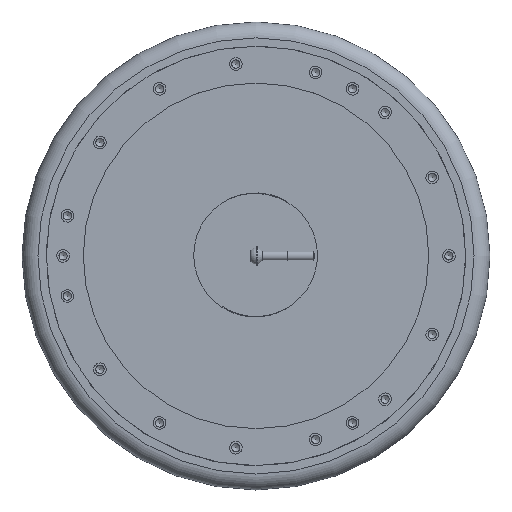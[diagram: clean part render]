
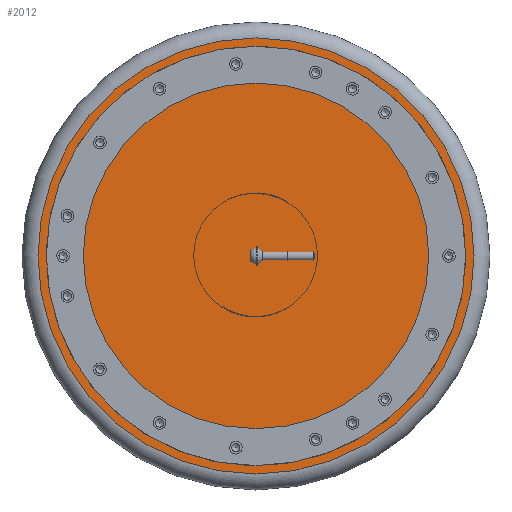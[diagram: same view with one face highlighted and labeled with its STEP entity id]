
A CAD part, top view. The second image highlights one B-rep face of the part: STEP entity #2012.
In plain terms, the highlighted planar face has unit normal (0, 0, 1).
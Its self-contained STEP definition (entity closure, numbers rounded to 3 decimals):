
#2012=ADVANCED_FACE('',(#8997,#8999,#9001,#9003),#9005,.T.);
#8997=FACE_BOUND('',#8998,.T.);
#8998=EDGE_LOOP('',(#9989));
#8999=FACE_BOUND('',#9000,.T.);
#9000=EDGE_LOOP('',(#9990));
#9001=FACE_BOUND('',#9002,.T.);
#9002=EDGE_LOOP('',(#9991));
#9003=FACE_BOUND('',#9004,.T.);
#9004=EDGE_LOOP('',(#9992));
#9005=PLANE('',#9006);
#9006=AXIS2_PLACEMENT_3D('',#9007,#9008,#9009);
#9007=CARTESIAN_POINT('',(0.,0.,1.5));
#9008=DIRECTION('',(0.,0.,1.));
#9009=DIRECTION('',(-1.,0.,0.));
#9989=ORIENTED_EDGE('',*,*,#10437,.T.);
#9990=ORIENTED_EDGE('',*,*,#10438,.T.);
#9991=ORIENTED_EDGE('',*,*,#10439,.T.);
#9992=ORIENTED_EDGE('',*,*,#10440,.F.);
#10437=EDGE_CURVE('',#11194,#11194,#11195,.T.);
#10438=EDGE_CURVE('',#11196,#11196,#11197,.F.);
#10439=EDGE_CURVE('',#11198,#11198,#11199,.F.);
#10440=EDGE_CURVE('',#11200,#11200,#11201,.T.);
#11194=VERTEX_POINT('',#17627);
#11195=CIRCLE('',#17628,130.);
#11196=VERTEX_POINT('',#17632);
#11197=CIRCLE('',#17633,8.355);
#11198=VERTEX_POINT('',#17637);
#11199=CIRCLE('',#17638,8.355);
#11200=VERTEX_POINT('',#17642);
#11201=CIRCLE('',#17643,8.355);
#17627=CARTESIAN_POINT('',(-130.,0.,1.5));
#17628=AXIS2_PLACEMENT_3D('',#17629,#17630,#17631);
#17629=CARTESIAN_POINT('',(0.,0.,1.5));
#17630=DIRECTION('',(0.,0.,1.));
#17631=DIRECTION('',(-1.,0.,0.));
#17632=CARTESIAN_POINT('',(61.678,106.829,1.5));
#17633=AXIS2_PLACEMENT_3D('',#17634,#17635,#17636);
#17634=CARTESIAN_POINT('',(57.5,99.593,1.5));
#17635=DIRECTION('',(0.,0.,1.));
#17636=DIRECTION('',(0.5,0.866,0.));
#17637=CARTESIAN_POINT('',(61.678,-106.829,1.5));
#17638=AXIS2_PLACEMENT_3D('',#17639,#17640,#17641);
#17639=CARTESIAN_POINT('',(57.5,-99.593,1.5));
#17640=DIRECTION('',(0.,0.,1.));
#17641=DIRECTION('',(0.5,-0.866,0.));
#17642=CARTESIAN_POINT('',(-123.355,0.,1.5));
#17643=AXIS2_PLACEMENT_3D('',#17644,#17645,#17646);
#17644=CARTESIAN_POINT('',(-115.,0.,1.5));
#17645=DIRECTION('',(0.,0.,1.));
#17646=DIRECTION('',(-1.,0.,0.));
